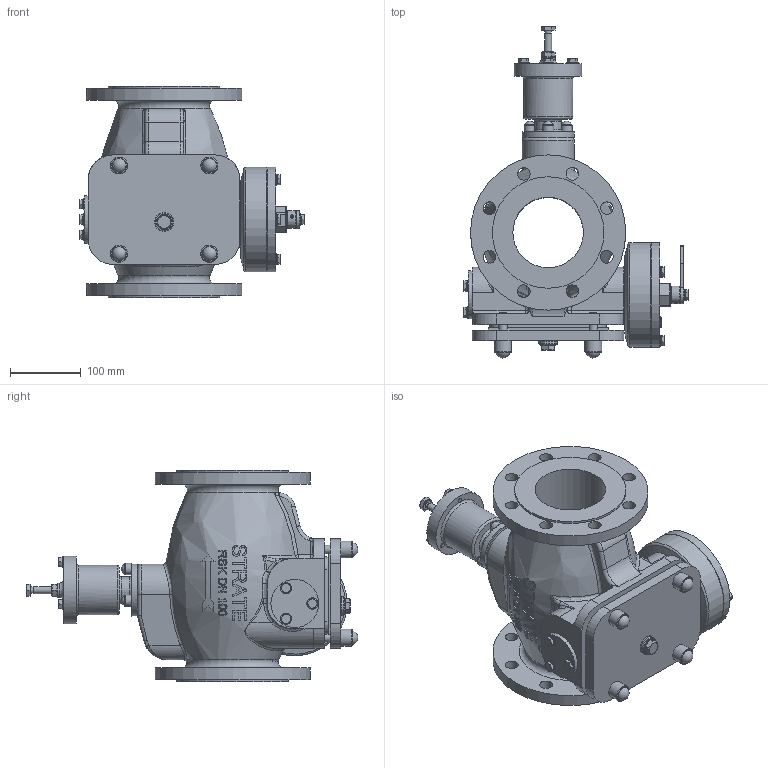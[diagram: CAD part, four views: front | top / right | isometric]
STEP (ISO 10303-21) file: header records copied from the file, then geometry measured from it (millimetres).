
FILE_DESCRIPTION(/* description */ (''),/* implementation_level */ '2;1');
FILE_NAME(/* name */ 'RSK DN 100 FTUD.stp',/* time_stamp */ '2019-06-03T13:57:03+02:00',/* author */ ('aunrein'),/* organization */ (''),/* preprocessor_version */ 'ST-DEVELOPER v16.13',/* originating_system */ 'Autodesk Inventor 2018',/* authorisation */ '');
FILE_SCHEMA (('AUTOMOTIVE_DESIGN { 1 0 10303 214 3 1 1 }'));
Length unit declared in the file: millimetre
Products named in the file (1): RSK DN 100 FTUD_Dummy
Bounding box: 318.8 x 470.32 x 300 mm (x, y, z)
Volume: 8773037.3 mm3; surface area: 629597.6 mm2
Topology: 1 solids, 1 shells, 969 faces, 2426 edges, 1555 vertices
Faces by surface type: plane 461, bspline 239, cylinder 140, cone 83, torus 31, sphere 15
Full cylindrical faces by diameter (mm): 4.917 x1, 8 x3, 9.188 x1, 10 x1, 11.4 x10, 12 x4, 15 x1, 15.4 x1, 16 x14, 18 x16, 20 x1, 21.939 x1, 24 x4, 25 x1, 26 x1, 26.9 x1, 38 x1, 68 x1, 70 x1, 74 x1, 80 x1, 96 x2, 100 x2, 109.6 x1, 110.5 x1, 148 x2, 158 x2, 220 x2
Entity records: 34619 total; most frequent: CARTESIAN_POINT 12258, ORIENTED_EDGE 4538, DIRECTION 4101, EDGE_CURVE 2269, AXIS2_PLACEMENT_3D 1667, VERTEX_POINT 1510, EDGE_LOOP 1229, STYLED_ITEM 969
